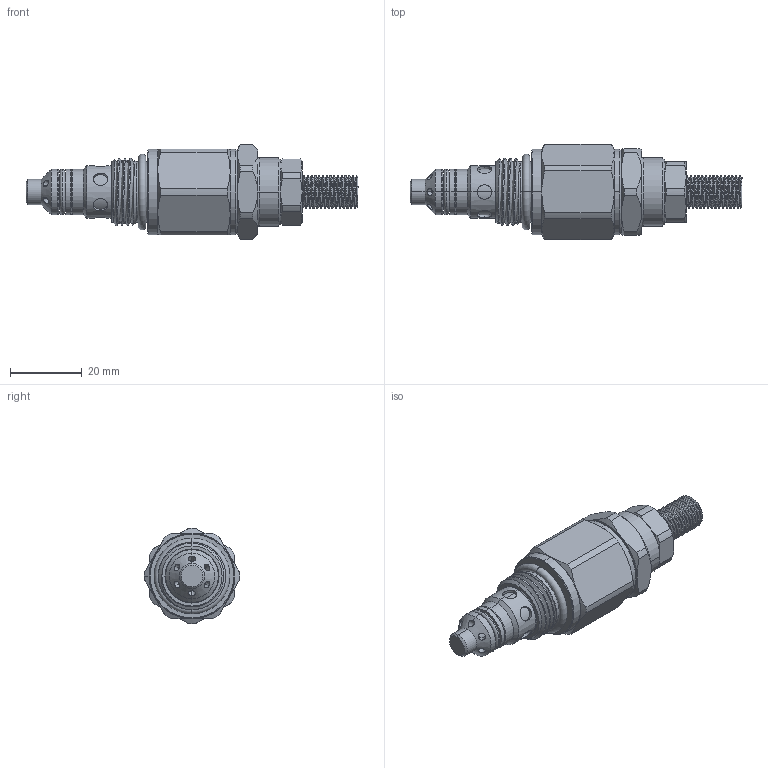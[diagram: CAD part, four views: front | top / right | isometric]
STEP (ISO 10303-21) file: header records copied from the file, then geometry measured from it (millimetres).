
FILE_DESCRIPTION (( 'STEP AP203' ), '1' );
FILE_NAME ('RD08W22-L.STEP', '2016-07-29T08:35:04', ( '' ), ( '' ), 'SwSTEP 2.0', 'SolidWorks 2012', '' );
FILE_SCHEMA (( 'CONFIG_CONTROL_DESIGN' ));
Length unit declared in the file: millimetre
Products named in the file (1): RD08W22-L
Bounding box: 92.7 x 26.7 x 26.69 mm (x, y, z)
Volume: 24393 mm3; surface area: 7583.4 mm2
Topology: 2 solids, 2 shells, 267 faces, 647 edges, 400 vertices
Faces by surface type: cylinder 126, cone 65, plane 51, torus 20, bspline 5
Entity records: 14763 total; most frequent: CARTESIAN_POINT 8902, ORIENTED_EDGE 1290, DIRECTION 1126, EDGE_CURVE 645, AXIS2_PLACEMENT_3D 467, VERTEX_POINT 400, EDGE_LOOP 287, FACE_OUTER_BOUND 267
